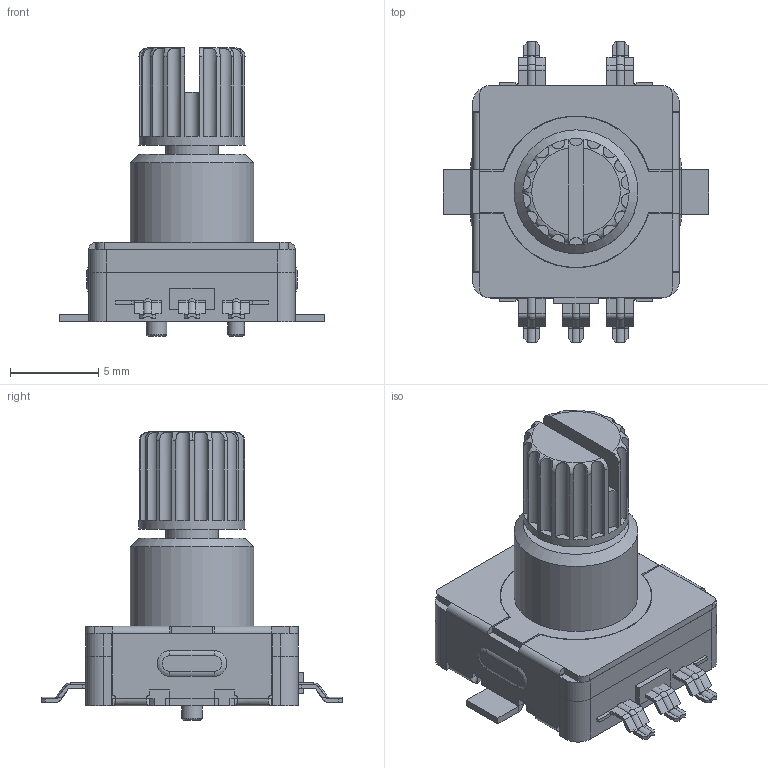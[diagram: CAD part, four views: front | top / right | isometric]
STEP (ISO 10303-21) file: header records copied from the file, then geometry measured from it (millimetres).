
FILE_DESCRIPTION(/* description */ ('STEP AP214'),/* implementation_level */ '2;1');
FILE_NAME(/* name */ 'EC11-SMD-15F-green2.step',/* time_stamp */ '2025-11-23T14:19:34+01:00',/* author */ (''),/* organization */ (''),/* preprocessor_version */ 'ST-DEVELOPER v20.1',/* originating_system */ 'Autodesk Translation Framework v14.21.0.0',/* authorisation */ '');
FILE_SCHEMA (('AUTOMOTIVE_DESIGN { 1 0 10303 214 3 1 1 }'));
Length unit declared in the file: millimetre
Products named in the file (4): ?C11-SMD-15F; Lb5; 15F; EC11-Housing-SMD
Assembly tree (3 placements, depth 2):
  ?C11-SMD-15F
    Lb5
    15F
    EC11-Housing-SMD
Bounding box: 15 x 17 x 16.3 mm (x, y, z)
Volume: 944.4 mm3; surface area: 1622 mm2
Topology: 9 solids, 9 shells, 512 faces, 1294 edges, 790 vertices
Faces by surface type: plane 315, cylinder 150, bspline 35, torus 11, cone 1
Full cylindrical faces by diameter (mm): 0.95 x1, 1.15 x1, 3 x2, 6 x1, 7 x1
Entity records: 17283 total; most frequent: CARTESIAN_POINT 4849, DIRECTION 2583, ORIENTED_EDGE 2570, EDGE_CURVE 1285, LINE 885, VECTOR 885, AXIS2_PLACEMENT_3D 849, VERTEX_POINT 790
